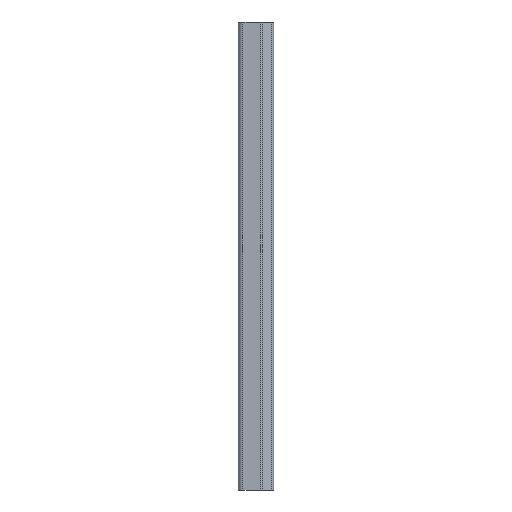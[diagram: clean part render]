
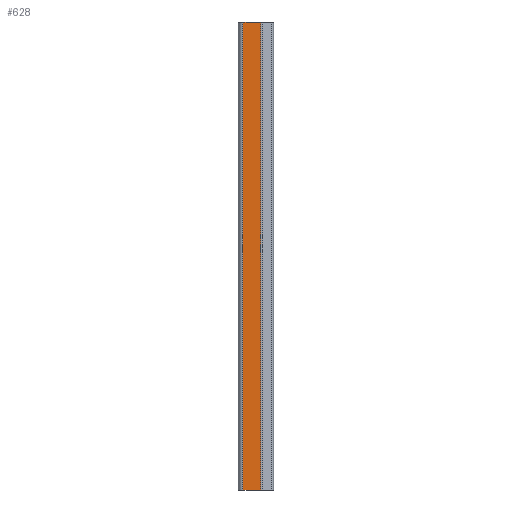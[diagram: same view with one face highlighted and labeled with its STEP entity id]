
A CAD part, left-side view. The second image highlights one B-rep face of the part: STEP entity #628.
In plain terms, the highlighted planar face has unit normal (-1, 0, 0).
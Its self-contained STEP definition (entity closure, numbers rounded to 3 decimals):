
#18 = ORIENTED_EDGE ( 'NONE', *, *, #376, .T. ) ;
#42 = EDGE_CURVE ( 'NONE', #432, #663, #561, .T. ) ;
#56 = DIRECTION ( 'NONE',  ( 0., 1., 0. ) ) ;
#82 = DIRECTION ( 'NONE',  ( 0., 0., -1. ) ) ;
#117 = ORIENTED_EDGE ( 'NONE', *, *, #820, .T. ) ;
#207 = VECTOR ( 'NONE', #265, 1000. ) ;
#226 = VECTOR ( 'NONE', #56, 1000. ) ;
#229 = CARTESIAN_POINT ( 'NONE',  ( -40., 0., -500. ) ) ;
#252 = VECTOR ( 'NONE', #82, 1000. ) ;
#265 = DIRECTION ( 'NONE',  ( 0., 0., 1. ) ) ;
#294 = CARTESIAN_POINT ( 'NONE',  ( -40., -10.139, 500. ) ) ;
#318 = CARTESIAN_POINT ( 'NONE',  ( -40., 28., 500. ) ) ;
#339 = CARTESIAN_POINT ( 'NONE',  ( -40., -10.139, 500. ) ) ;
#344 = CARTESIAN_POINT ( 'NONE',  ( -40., -10.139, -500. ) ) ;
#352 = DIRECTION ( 'NONE',  ( -1., 0., 0. ) ) ;
#376 = EDGE_CURVE ( 'NONE', #663, #524, #460, .T. ) ;
#379 = EDGE_CURVE ( 'NONE', #772, #524, #872, .T. ) ;
#398 = DIRECTION ( 'NONE',  ( 0., 1., 0. ) ) ;
#419 = FACE_OUTER_BOUND ( 'NONE', #725, .T. ) ;
#432 = VERTEX_POINT ( 'NONE', #294 ) ;
#434 = LINE ( 'NONE', #339, #207 ) ;
#460 = LINE ( 'NONE', #318, #252 ) ;
#524 = VERTEX_POINT ( 'NONE', #773 ) ;
#536 = CARTESIAN_POINT ( 'NONE',  ( -40., 28., 500. ) ) ;
#561 = LINE ( 'NONE', #730, #944 ) ;
#601 = CARTESIAN_POINT ( 'NONE',  ( -40., 0., 500. ) ) ;
#628 = ADVANCED_FACE ( 'NONE', ( #419 ), #998, .T. ) ;
#632 = ORIENTED_EDGE ( 'NONE', *, *, #42, .T. ) ;
#652 = AXIS2_PLACEMENT_3D ( 'NONE', #601, #352, #676 ) ;
#663 = VERTEX_POINT ( 'NONE', #536 ) ;
#676 = DIRECTION ( 'NONE',  ( 0., 0., 1. ) ) ;
#725 = EDGE_LOOP ( 'NONE', ( #958, #117, #632, #18 ) ) ;
#730 = CARTESIAN_POINT ( 'NONE',  ( -40., 0., 500. ) ) ;
#772 = VERTEX_POINT ( 'NONE', #344 ) ;
#773 = CARTESIAN_POINT ( 'NONE',  ( -40., 28., -500. ) ) ;
#820 = EDGE_CURVE ( 'NONE', #772, #432, #434, .T. ) ;
#872 = LINE ( 'NONE', #229, #226 ) ;
#944 = VECTOR ( 'NONE', #398, 1000. ) ;
#958 = ORIENTED_EDGE ( 'NONE', *, *, #379, .F. ) ;
#998 = PLANE ( 'NONE',  #652 ) ;
